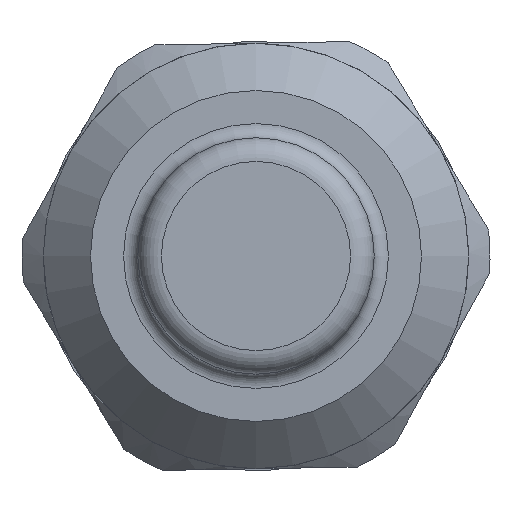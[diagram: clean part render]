
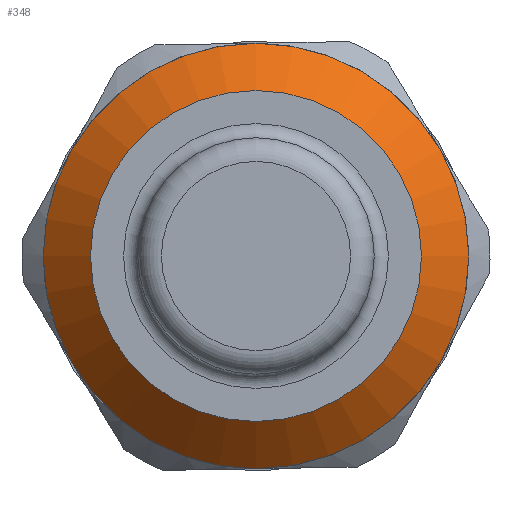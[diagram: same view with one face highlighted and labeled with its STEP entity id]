
A CAD part, left-side view. The second image highlights one B-rep face of the part: STEP entity #348.
In plain terms, the highlighted conical face has half-angle 45 degrees and reference radius 4 mm.
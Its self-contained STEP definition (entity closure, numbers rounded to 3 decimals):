
#317=CARTESIAN_POINT('',(11.,4.5,0.0));
#318=VERTEX_POINT('',#317);
#319=CARTESIAN_POINT('',(11.,0.0,0.0));
#320=DIRECTION('',(1.0,0.0,0.0));
#321=DIRECTION('',(0.0,1.0,0.0));
#322=AXIS2_PLACEMENT_3D('',#319,#320,#321);
#323=CIRCLE('',#322,4.5);
#324=EDGE_CURVE('',#318,#318,#323,.T.);
#329=CARTESIAN_POINT('',(10.5,0.0,0.0));
#330=DIRECTION('',(1.0,0.0,0.0));
#331=DIRECTION('',(0.0,1.0,0.0));
#332=AXIS2_PLACEMENT_3D('',#329,#330,#331);
#333=CONICAL_SURFACE('',#332,4.0,45.);
#334=ORIENTED_EDGE('',*,*,#324,.F.);
#335=EDGE_LOOP('',(#334));
#336=FACE_OUTER_BOUND('',#335,.T.);
#337=CARTESIAN_POINT('',(10.0,3.5,0.0));
#338=VERTEX_POINT('',#337);
#339=CARTESIAN_POINT('',(10.0,0.0,0.0));
#340=DIRECTION('',(1.0,0.0,0.0));
#341=DIRECTION('',(0.0,1.0,0.0));
#342=AXIS2_PLACEMENT_3D('',#339,#340,#341);
#343=CIRCLE('',#342,3.5);
#344=EDGE_CURVE('',#338,#338,#343,.T.);
#345=ORIENTED_EDGE('',*,*,#344,.T.);
#346=EDGE_LOOP('',(#345));
#347=FACE_BOUND('',#346,.T.);
#348=ADVANCED_FACE('',(#336,#347),#333,.T.);
